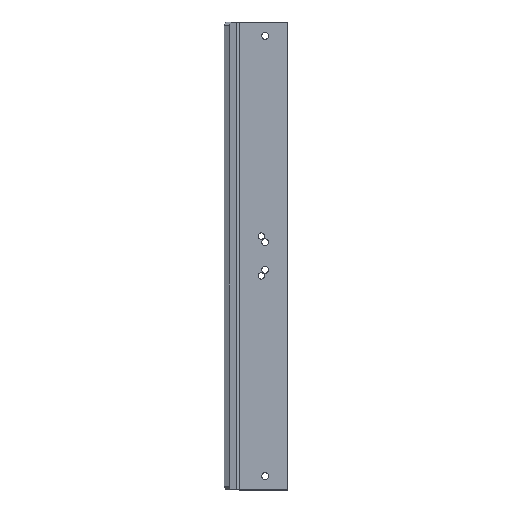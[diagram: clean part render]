
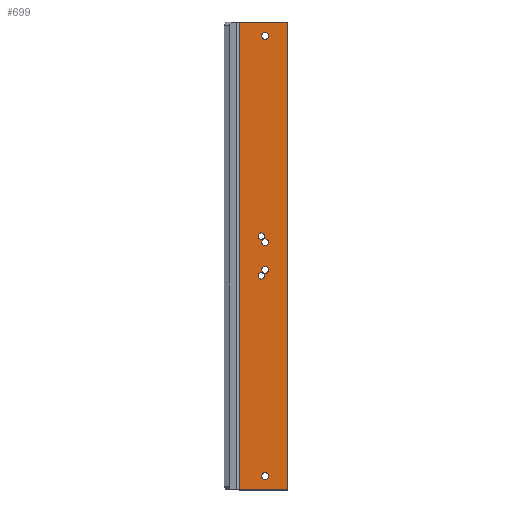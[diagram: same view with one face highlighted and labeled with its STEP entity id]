
A CAD part, top view. The second image highlights one B-rep face of the part: STEP entity #699.
In plain terms, the highlighted planar face has unit normal (0, 0, 1).
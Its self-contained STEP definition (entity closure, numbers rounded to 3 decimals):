
#186=DIRECTION('',(0.,-1.,0.));
#187=VECTOR('',#186,306.);
#188=CARTESIAN_POINT('',(-16.,153.,4.));
#189=LINE('',#188,#187);
#190=DIRECTION('',(-1.,0.,0.));
#191=VECTOR('',#190,32.);
#192=CARTESIAN_POINT('',(16.,153.,4.));
#193=LINE('',#192,#191);
#194=DIRECTION('',(0.,1.,0.));
#195=VECTOR('',#194,306.);
#196=CARTESIAN_POINT('',(16.,-153.,4.));
#197=LINE('',#196,#195);
#198=DIRECTION('',(1.,0.,0.));
#199=VECTOR('',#198,32.);
#200=CARTESIAN_POINT('',(-16.,-153.,4.));
#201=LINE('',#200,#199);
#202=CARTESIAN_POINT('',(-1.5,13.,4.));
#203=DIRECTION('',(0.,0.,1.));
#204=DIRECTION('',(0.,1.,0.));
#205=AXIS2_PLACEMENT_3D('',#202,#203,#204);
#207=CARTESIAN_POINT('',(-1.5,13.,4.));
#208=DIRECTION('',(0.,0.,1.));
#209=DIRECTION('',(0.,-1.,0.));
#210=AXIS2_PLACEMENT_3D('',#207,#208,#209);
#212=CARTESIAN_POINT('',(-1.5,-13.,4.));
#213=DIRECTION('',(0.,0.,1.));
#214=DIRECTION('',(0.,1.,0.));
#215=AXIS2_PLACEMENT_3D('',#212,#213,#214);
#217=CARTESIAN_POINT('',(-1.5,-13.,4.));
#218=DIRECTION('',(0.,0.,1.));
#219=DIRECTION('',(0.,-1.,0.));
#220=AXIS2_PLACEMENT_3D('',#217,#218,#219);
#222=CARTESIAN_POINT('',(1.,-9.,4.));
#223=DIRECTION('',(0.,0.,1.));
#224=DIRECTION('',(0.,-1.,0.));
#225=AXIS2_PLACEMENT_3D('',#222,#223,#224);
#227=CARTESIAN_POINT('',(1.,-9.,4.));
#228=DIRECTION('',(0.,0.,1.));
#229=DIRECTION('',(0.,1.,0.));
#230=AXIS2_PLACEMENT_3D('',#227,#228,#229);
#232=CARTESIAN_POINT('',(1.,9.,4.));
#233=DIRECTION('',(0.,0.,1.));
#234=DIRECTION('',(0.,-1.,0.));
#235=AXIS2_PLACEMENT_3D('',#232,#233,#234);
#237=CARTESIAN_POINT('',(1.,9.,4.));
#238=DIRECTION('',(0.,0.,1.));
#239=DIRECTION('',(0.,1.,0.));
#240=AXIS2_PLACEMENT_3D('',#237,#238,#239);
#242=CARTESIAN_POINT('',(1.,144.,4.));
#243=DIRECTION('',(0.,0.,1.));
#244=DIRECTION('',(-1.,0.,0.));
#245=AXIS2_PLACEMENT_3D('',#242,#243,#244);
#247=CARTESIAN_POINT('',(1.,144.,4.));
#248=DIRECTION('',(0.,0.,1.));
#249=DIRECTION('',(1.,0.,0.));
#250=AXIS2_PLACEMENT_3D('',#247,#248,#249);
#252=CARTESIAN_POINT('',(1.,-144.,4.));
#253=DIRECTION('',(0.,0.,1.));
#254=DIRECTION('',(-1.,0.,0.));
#255=AXIS2_PLACEMENT_3D('',#252,#253,#254);
#257=CARTESIAN_POINT('',(1.,-144.,4.));
#258=DIRECTION('',(0.,0.,1.));
#259=DIRECTION('',(1.,0.,0.));
#260=AXIS2_PLACEMENT_3D('',#257,#258,#259);
#318=CARTESIAN_POINT('',(-16.,-153.,4.));
#319=CARTESIAN_POINT('',(16.,-153.,4.));
#320=VERTEX_POINT('',#318);
#321=VERTEX_POINT('',#319);
#322=CARTESIAN_POINT('',(16.,153.,4.));
#323=VERTEX_POINT('',#322);
#324=CARTESIAN_POINT('',(-16.,153.,4.));
#325=VERTEX_POINT('',#324);
#358=CARTESIAN_POINT('',(-1.275,-144.,4.));
#359=CARTESIAN_POINT('',(3.275,-144.,4.));
#360=VERTEX_POINT('',#358);
#361=VERTEX_POINT('',#359);
#362=CARTESIAN_POINT('',(-1.275,144.,4.));
#363=CARTESIAN_POINT('',(3.275,144.,4.));
#364=VERTEX_POINT('',#362);
#365=VERTEX_POINT('',#363);
#374=CARTESIAN_POINT('',(1.,6.75,4.));
#375=CARTESIAN_POINT('',(1.,11.25,4.));
#376=VERTEX_POINT('',#374);
#377=VERTEX_POINT('',#375);
#378=CARTESIAN_POINT('',(1.,-11.25,4.));
#379=CARTESIAN_POINT('',(1.,-6.75,4.));
#380=VERTEX_POINT('',#378);
#381=VERTEX_POINT('',#379);
#390=CARTESIAN_POINT('',(-1.5,-10.9,4.));
#391=CARTESIAN_POINT('',(-1.5,-15.1,4.));
#392=VERTEX_POINT('',#390);
#393=VERTEX_POINT('',#391);
#394=CARTESIAN_POINT('',(-1.5,15.1,4.));
#395=CARTESIAN_POINT('',(-1.5,10.9,4.));
#396=VERTEX_POINT('',#394);
#397=VERTEX_POINT('',#395);
#652=CARTESIAN_POINT('',(0.,0.,4.));
#653=DIRECTION('',(0.,0.,1.));
#654=DIRECTION('',(1.,0.,0.));
#655=AXIS2_PLACEMENT_3D('',#652,#653,#654);
#656=PLANE('',#655);
#657=ORIENTED_EDGE('',*,*,#645,.F.);
#658=ORIENTED_EDGE('',*,*,#488,.F.);
#659=ORIENTED_EDGE('',*,*,#502,.F.);
#660=ORIENTED_EDGE('',*,*,#516,.F.);
#661=EDGE_LOOP('',(#657,#658,#659,#660));
#662=FACE_OUTER_BOUND('',#661,.F.);
#664=ORIENTED_EDGE('',*,*,#663,.T.);
#666=ORIENTED_EDGE('',*,*,#665,.T.);
#667=EDGE_LOOP('',(#664,#666));
#668=FACE_BOUND('',#667,.F.);
#670=ORIENTED_EDGE('',*,*,#669,.T.);
#672=ORIENTED_EDGE('',*,*,#671,.T.);
#673=EDGE_LOOP('',(#670,#672));
#674=FACE_BOUND('',#673,.F.);
#676=ORIENTED_EDGE('',*,*,#675,.T.);
#678=ORIENTED_EDGE('',*,*,#677,.T.);
#679=EDGE_LOOP('',(#676,#678));
#680=FACE_BOUND('',#679,.F.);
#682=ORIENTED_EDGE('',*,*,#681,.T.);
#684=ORIENTED_EDGE('',*,*,#683,.T.);
#685=EDGE_LOOP('',(#682,#684));
#686=FACE_BOUND('',#685,.F.);
#688=ORIENTED_EDGE('',*,*,#687,.T.);
#690=ORIENTED_EDGE('',*,*,#689,.T.);
#691=EDGE_LOOP('',(#688,#690));
#692=FACE_BOUND('',#691,.F.);
#694=ORIENTED_EDGE('',*,*,#693,.T.);
#696=ORIENTED_EDGE('',*,*,#695,.T.);
#697=EDGE_LOOP('',(#694,#696));
#698=FACE_BOUND('',#697,.F.);
#699=ADVANCED_FACE('',(#662,#668,#674,#680,#686,#692,#698),#656,.T.);
#206=CIRCLE('',#205,2.1);
#211=CIRCLE('',#210,2.1);
#216=CIRCLE('',#215,2.1);
#221=CIRCLE('',#220,2.1);
#226=CIRCLE('',#225,2.25);
#231=CIRCLE('',#230,2.25);
#236=CIRCLE('',#235,2.25);
#241=CIRCLE('',#240,2.25);
#246=CIRCLE('',#245,2.275);
#251=CIRCLE('',#250,2.275);
#256=CIRCLE('',#255,2.275);
#261=CIRCLE('',#260,2.275);
#488=EDGE_CURVE('',#323,#325,#193,.T.);
#502=EDGE_CURVE('',#321,#323,#197,.T.);
#516=EDGE_CURVE('',#320,#321,#201,.T.);
#645=EDGE_CURVE('',#325,#320,#189,.T.);
#663=EDGE_CURVE('',#396,#397,#206,.T.);
#665=EDGE_CURVE('',#397,#396,#211,.T.);
#669=EDGE_CURVE('',#392,#393,#216,.T.);
#671=EDGE_CURVE('',#393,#392,#221,.T.);
#675=EDGE_CURVE('',#380,#381,#226,.T.);
#677=EDGE_CURVE('',#381,#380,#231,.T.);
#681=EDGE_CURVE('',#376,#377,#236,.T.);
#683=EDGE_CURVE('',#377,#376,#241,.T.);
#687=EDGE_CURVE('',#364,#365,#246,.T.);
#689=EDGE_CURVE('',#365,#364,#251,.T.);
#693=EDGE_CURVE('',#360,#361,#256,.T.);
#695=EDGE_CURVE('',#361,#360,#261,.T.);
